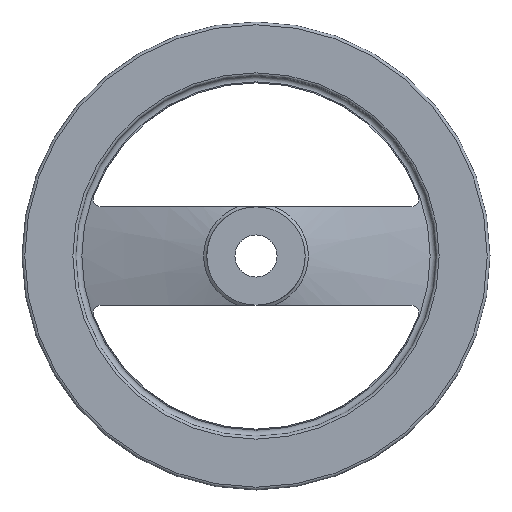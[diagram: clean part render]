
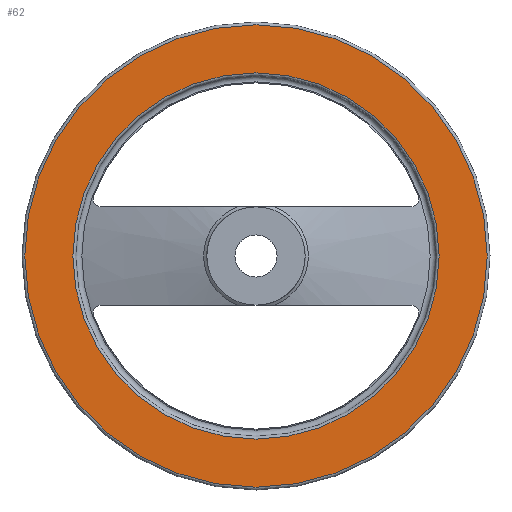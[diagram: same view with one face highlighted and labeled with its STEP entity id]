
A CAD part, left-side view. The second image highlights one B-rep face of the part: STEP entity #62.
In plain terms, the highlighted planar face has unit normal (-1, 0, 0).
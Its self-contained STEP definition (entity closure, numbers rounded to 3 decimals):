
#62 = ADVANCED_FACE( '', ( #143, #144 ), #145, .F. );
#143 = FACE_OUTER_BOUND( '', #250, .T. );
#144 = FACE_BOUND( '', #251, .T. );
#145 = PLANE( '', #252 );
#250 = EDGE_LOOP( '', ( #367 ) );
#251 = EDGE_LOOP( '', ( #368 ) );
#252 = AXIS2_PLACEMENT_3D( '', #369, #370, #371 );
#367 = ORIENTED_EDGE( '', *, *, #580, .F. );
#368 = ORIENTED_EDGE( '', *, *, #581, .T. );
#369 = CARTESIAN_POINT( '', ( 22.8, 78.25, 0. ) );
#370 = DIRECTION( '', ( 1., 0., 0. ) );
#371 = DIRECTION( '', ( 0., 0., -1. ) );
#580 = EDGE_CURVE( '', #680, #680, #681, .T. );
#581 = EDGE_CURVE( '', #682, #682, #683, .T. );
#680 = VERTEX_POINT( '', #884 );
#681 = CIRCLE( '', #885, 98.8 );
#682 = VERTEX_POINT( '', #886 );
#683 = CIRCLE( '', #887, 78.25 );
#884 = CARTESIAN_POINT( '', ( 22.8, 0., -98.8 ) );
#885 = AXIS2_PLACEMENT_3D( '', #1252, #1253, #1254 );
#886 = CARTESIAN_POINT( '', ( 22.8, 0., -78.25 ) );
#887 = AXIS2_PLACEMENT_3D( '', #1255, #1256, #1257 );
#1252 = CARTESIAN_POINT( '', ( 22.8, 0., 0. ) );
#1253 = DIRECTION( '', ( 1., 0., 0. ) );
#1254 = DIRECTION( '', ( 0., 0., -1. ) );
#1255 = CARTESIAN_POINT( '', ( 22.8, 0., 0. ) );
#1256 = DIRECTION( '', ( 1., 0., 0. ) );
#1257 = DIRECTION( '', ( 0., 0., -1. ) );
